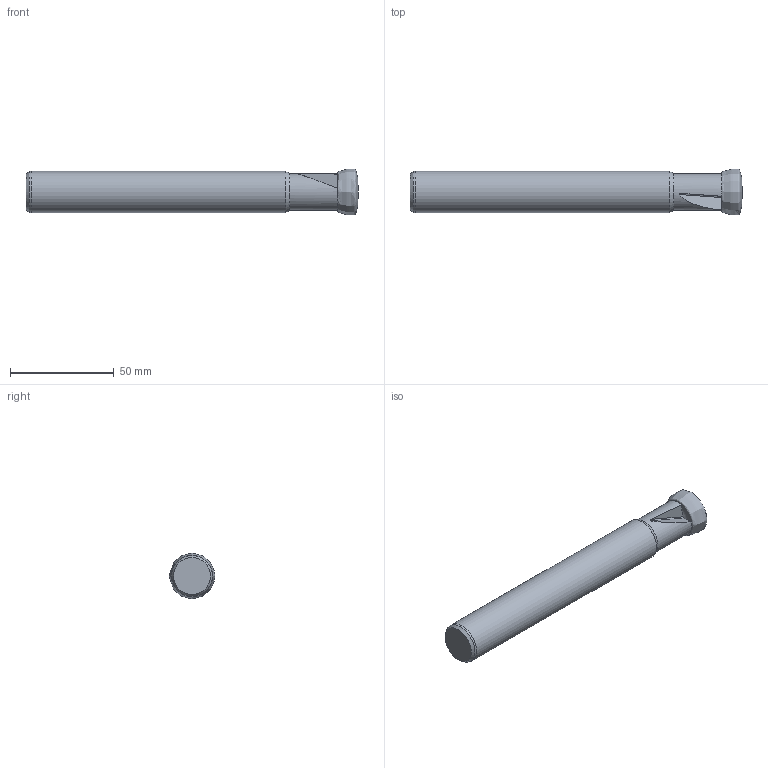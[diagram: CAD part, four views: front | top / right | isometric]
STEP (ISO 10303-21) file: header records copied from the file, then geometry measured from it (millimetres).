
FILE_DESCRIPTION (( 'STEP AP214' ), '1' );
FILE_NAME ('00PP-22-20-09-2-160.STEP', '2013-09-09T08:20:23', ( '' ), ( '' ), 'SwSTEP 2.0', 'SolidWorks 2013', '' );
FILE_SCHEMA (( 'AUTOMOTIVE_DESIGN' ));
Length unit declared in the file: millimetre
Products named in the file (1): 00PP-22-20-09-2-160
Bounding box: 159.99 x 21.98 x 21.98 mm (x, y, z)
Volume: 48223.8 mm3; surface area: 10769.3 mm2
Topology: 1 solids, 3 shells, 25 faces, 55 edges, 36 vertices
Faces by surface type: plane 10, cylinder 8, cone 4, bspline 3
Full cylindrical faces by diameter (mm): 17.8 x1, 20 x1
Entity records: 2222 total; most frequent: CARTESIAN_POINT 1719, ORIENTED_EDGE 86, DIRECTION 78, EDGE_CURVE 43, AXIS2_PLACEMENT_3D 36, EDGE_LOOP 32, VERTEX_POINT 31, FACE_OUTER_BOUND 28
